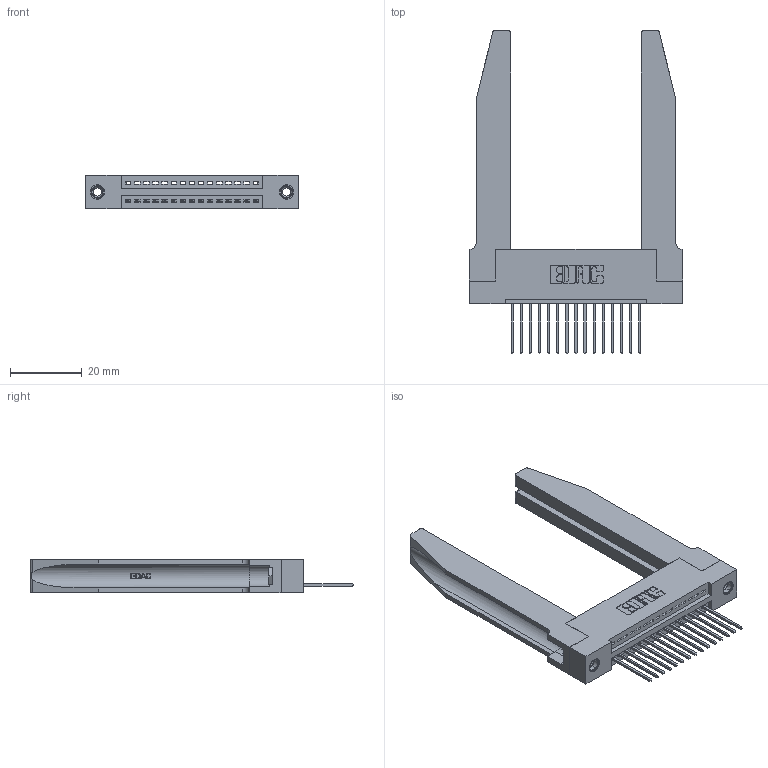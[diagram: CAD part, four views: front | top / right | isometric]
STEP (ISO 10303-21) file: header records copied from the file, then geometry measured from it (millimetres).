
FILE_DESCRIPTION (( 'STEP AP203' ), '1' );
FILE_NAME ('395-015-540-178.STEP', '2019-10-16T06:35:48', ( '' ), ( '' ), 'SwSTEP 2.0', 'SolidWorks 2016', '' );
FILE_SCHEMA (( 'CONFIG_CONTROL_DESIGN' ));
Length unit declared in the file: inch
Products named in the file (5): 345-220-078_345-220-078; 345-250-001_345-250-001-102; 395-015-540-178; 345-292-001_345-293-140; 345 Part_Flush Mounting Lugs - 0.156 Dia-TH
Assembly tree (20 placements, depth 2):
  395-015-540-178
    345 Part_Flush Mounting Lugs - 0.156 Dia-TH
    345-292-001_345-293-140  x15
    345-250-001_345-250-001-102  x2
    345-220-078_345-220-078  x2
Bounding box: 59.33 x 90.09 x 9.4 mm (x, y, z)
Volume: 13205.3 mm3; surface area: 13847.1 mm2
Topology: 20 solids, 20 shells, 1230 faces, 3589 edges, 2362 vertices
Faces by surface type: plane 822, cylinder 356, bspline 36, cone 12, torus 4
Entity records: 19682 total; most frequent: CARTESIAN_POINT 4308, ORIENTED_EDGE 3154, DIRECTION 2809, EDGE_CURVE 1577, LINE 1291, VECTOR 1291, VERTEX_POINT 1044, AXIS2_PLACEMENT_3D 759
